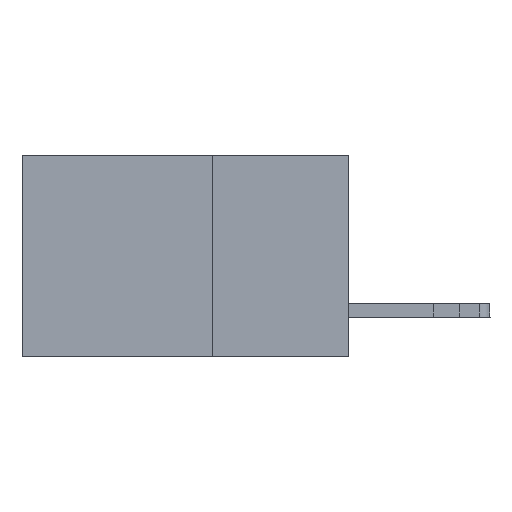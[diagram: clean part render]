
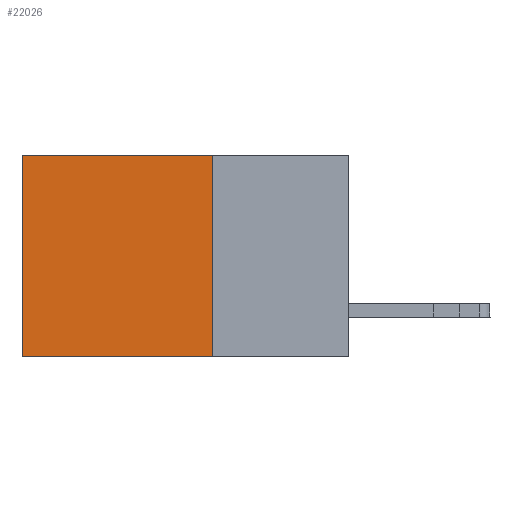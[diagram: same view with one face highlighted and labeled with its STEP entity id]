
A CAD part, left-side view. The second image highlights one B-rep face of the part: STEP entity #22026.
In plain terms, the highlighted planar face has unit normal (-1, 0, 0).
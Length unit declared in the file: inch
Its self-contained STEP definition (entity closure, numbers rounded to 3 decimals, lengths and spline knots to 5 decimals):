
#412 = AXIS2_PLACEMENT_3D ( 'NONE', #8198, #23773, #17467 ) ;
#619 = ORIENTED_EDGE ( 'NONE', *, *, #12900, .F. ) ;
#1952 = VECTOR ( 'NONE', #23174, 39.37008 ) ;
#2181 = CARTESIAN_POINT ( 'NONE',  ( 0.298, 0.25, 0. ) ) ;
#3064 = CARTESIAN_POINT ( 'NONE',  ( 0.298, 0.25, -0.37 ) ) ;
#4931 = VERTEX_POINT ( 'NONE', #20786 ) ;
#5507 = ORIENTED_EDGE ( 'NONE', *, *, #19902, .F. ) ;
#5512 = VERTEX_POINT ( 'NONE', #6948 ) ;
#6686 = DIRECTION ( 'NONE',  ( 0., 1., 0. ) ) ;
#6948 = CARTESIAN_POINT ( 'NONE',  ( 0.298, 0.6, -0.37 ) ) ;
#7199 = CARTESIAN_POINT ( 'NONE',  ( 0.298, 0.6, 0. ) ) ;
#8198 = CARTESIAN_POINT ( 'NONE',  ( 0.298, 0.25, 0. ) ) ;
#8414 = VERTEX_POINT ( 'NONE', #24077 ) ;
#12900 = EDGE_CURVE ( 'NONE', #8414, #5512, #16714, .T. ) ;
#13025 = PLANE ( 'NONE',  #412 ) ;
#13098 = EDGE_CURVE ( 'NONE', #15925, #4931, #17211, .T. ) ;
#13542 = FACE_OUTER_BOUND ( 'NONE', #20102, .T. ) ;
#13729 = VECTOR ( 'NONE', #15435, 39.37008 ) ;
#15435 = DIRECTION ( 'NONE',  ( 0., 1., 0. ) ) ;
#15701 = LINE ( 'NONE', #2181, #1952 ) ;
#15925 = VERTEX_POINT ( 'NONE', #17077 ) ;
#16678 = EDGE_CURVE ( 'NONE', #4931, #5512, #17094, .T. ) ;
#16714 = LINE ( 'NONE', #3064, #22207 ) ;
#17077 = CARTESIAN_POINT ( 'NONE',  ( 0.298, 0.25, 0. ) ) ;
#17094 = LINE ( 'NONE', #7199, #21251 ) ;
#17211 = LINE ( 'NONE', #22797, #13729 ) ;
#17467 = DIRECTION ( 'NONE',  ( 0., 0., -1. ) ) ;
#18716 = ORIENTED_EDGE ( 'NONE', *, *, #16678, .T. ) ;
#19147 = ORIENTED_EDGE ( 'NONE', *, *, #13098, .T. ) ;
#19902 = EDGE_CURVE ( 'NONE', #15925, #8414, #15701, .T. ) ;
#20102 = EDGE_LOOP ( 'NONE', ( #18716, #619, #5507, #19147 ) ) ;
#20750 = DIRECTION ( 'NONE',  ( 0., 0., -1. ) ) ;
#20786 = CARTESIAN_POINT ( 'NONE',  ( 0.298, 0.6, 0. ) ) ;
#21251 = VECTOR ( 'NONE', #20750, 39.37008 ) ;
#22026 = ADVANCED_FACE ( 'NONE', ( #13542 ), #13025, .F. ) ;
#22207 = VECTOR ( 'NONE', #6686, 39.37008 ) ;
#22797 = CARTESIAN_POINT ( 'NONE',  ( 0.298, 0.25, 0. ) ) ;
#23174 = DIRECTION ( 'NONE',  ( 0., 0., -1. ) ) ;
#23773 = DIRECTION ( 'NONE',  ( 1., 0., 0. ) ) ;
#24077 = CARTESIAN_POINT ( 'NONE',  ( 0.298, 0.25, -0.37 ) ) ;
